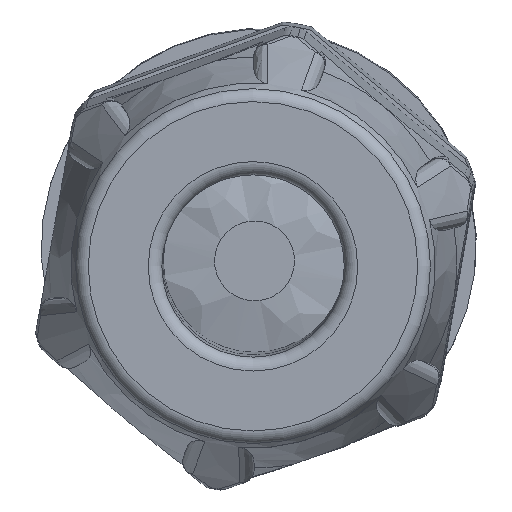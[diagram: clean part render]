
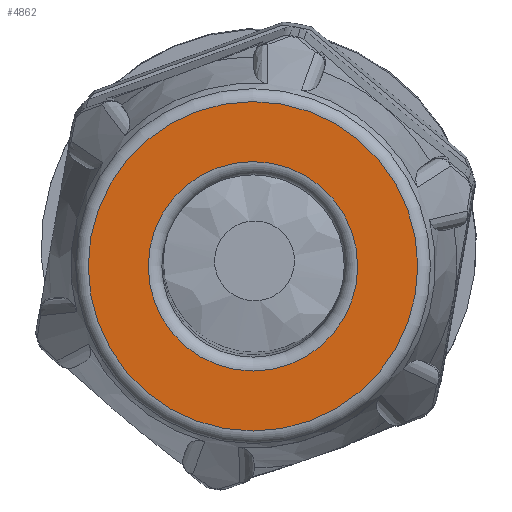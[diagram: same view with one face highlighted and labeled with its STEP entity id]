
A CAD part, left-side view. The second image highlights one B-rep face of the part: STEP entity #4862.
In plain terms, the highlighted face is planar.
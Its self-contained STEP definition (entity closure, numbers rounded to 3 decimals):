
#295=FACE_BOUND('',#1590,.T.);
#992=PLANE('',#5438);
#1269=FACE_OUTER_BOUND('',#1589,.T.);
#1589=EDGE_LOOP('',(#4531));
#1590=EDGE_LOOP('',(#4532));
#1889=CIRCLE('',#5437,3.87);
#1890=CIRCLE('',#5439,6.089);
#2488=VERTEX_POINT('',#11917);
#2489=VERTEX_POINT('',#11920);
#3175=EDGE_CURVE('',#2488,#2488,#1889,.T.);
#3176=EDGE_CURVE('',#2489,#2489,#1890,.T.);
#4531=ORIENTED_EDGE('',*,*,#3176,.F.);
#4532=ORIENTED_EDGE('',*,*,#3175,.T.);
#4862=ADVANCED_FACE('',(#1269,#295),#992,.T.);
#5437=AXIS2_PLACEMENT_3D('',#11918,#6735,#6736);
#5438=AXIS2_PLACEMENT_3D('',#11919,#6737,#6738);
#5439=AXIS2_PLACEMENT_3D('',#11921,#6739,#6740);
#6735=DIRECTION('center_axis',(1.,0.,0.));
#6736=DIRECTION('ref_axis',(0.,0.,-1.));
#6737=DIRECTION('center_axis',(-1.,0.,0.));
#6738=DIRECTION('ref_axis',(0.,0.,1.));
#6739=DIRECTION('center_axis',(1.,0.,0.));
#6740=DIRECTION('ref_axis',(0.,0.,-1.));
#11917=CARTESIAN_POINT('',(-18.9,3.87,0.));
#11918=CARTESIAN_POINT('Origin',(-18.9,0.,0.));
#11919=CARTESIAN_POINT('Origin',(-18.9,6.089,0.));
#11920=CARTESIAN_POINT('',(-18.9,6.089,0.));
#11921=CARTESIAN_POINT('Origin',(-18.9,0.,0.));
